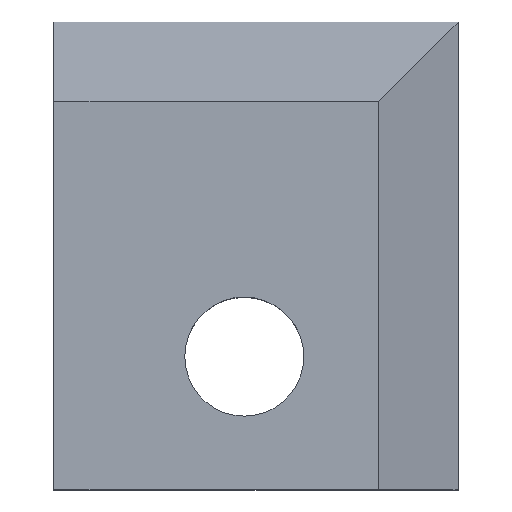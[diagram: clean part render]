
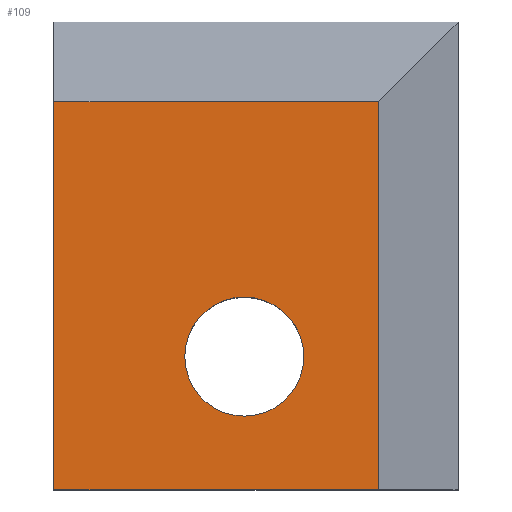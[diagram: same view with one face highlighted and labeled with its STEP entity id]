
A CAD part, top view. The second image highlights one B-rep face of the part: STEP entity #109.
In plain terms, the highlighted planar face has unit normal (0, 0, 1).
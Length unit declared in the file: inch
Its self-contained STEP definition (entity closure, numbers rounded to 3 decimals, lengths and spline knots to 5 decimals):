
#4 = PLANE ( 'NONE',  #159 ) ;
#5 = DIRECTION ( 'NONE',  ( 0., -1., 0. ) ) ;
#7 = CARTESIAN_POINT ( 'NONE',  ( 0., 0.22812, 0.125 ) ) ;
#8 = CARTESIAN_POINT ( 'NONE',  ( -0.04688, 0., 0.125 ) ) ;
#9 = CARTESIAN_POINT ( 'NONE',  ( -0.12562, 0.07817, 0.125 ) ) ;
#10 = DIRECTION ( 'NONE',  ( 0., 0., -1. ) ) ;
#11 = DIRECTION ( 'NONE',  ( -1., 0., 0. ) ) ;
#13 = DIRECTION ( 'NONE',  ( 1., 0., 0. ) ) ;
#56 = AXIS2_PLACEMENT_3D ( 'NONE', #129, #130, #131 ) ;
#76 = CARTESIAN_POINT ( 'NONE',  ( -0.2375, 0., 0.125 ) ) ;
#77 = DIRECTION ( 'NONE',  ( 0., 1., 0. ) ) ;
#105 = AXIS2_PLACEMENT_3D ( 'NONE', #9, #10, #11 ) ;
#109 = ADVANCED_FACE ( 'NONE', ( #332, #328 ), #4, .F. ) ;
#129 = CARTESIAN_POINT ( 'NONE',  ( -0.12562, 0.07817, 0.125 ) ) ;
#130 = DIRECTION ( 'NONE',  ( 0., 0., -1. ) ) ;
#131 = DIRECTION ( 'NONE',  ( -1., 0., 0. ) ) ;
#132 = CARTESIAN_POINT ( 'NONE',  ( 0., 0., 0.125 ) ) ;
#133 = DIRECTION ( 'NONE',  ( -1., 0., 0. ) ) ;
#149 = EDGE_CURVE ( 'NONE', #372, #296, #268, .T. ) ;
#153 = EDGE_CURVE ( 'NONE', #377, #378, #320, .T. ) ;
#154 = EDGE_CURVE ( 'NONE', #295, #294, #323, .T. ) ;
#155 = EDGE_CURVE ( 'NONE', #296, #295, #317, .T. ) ;
#159 = AXIS2_PLACEMENT_3D ( 'NONE', #210, #211, #209 ) ;
#169 = VECTOR ( 'NONE', #133, 39.37008 ) ;
#171 = LINE ( 'NONE', #132, #169 ) ;
#173 = CIRCLE ( 'NONE', #56, 0.035 ) ;
#200 = EDGE_CURVE ( 'NONE', #378, #377, #173, .T. ) ;
#202 = EDGE_CURVE ( 'NONE', #294, #372, #171, .T. ) ;
#209 = DIRECTION ( 'NONE',  ( 1., 0., 0. ) ) ;
#210 = CARTESIAN_POINT ( 'NONE',  ( 0., 0., 0.125 ) ) ;
#211 = DIRECTION ( 'NONE',  ( 0., 0., -1. ) ) ;
#232 = CARTESIAN_POINT ( 'NONE',  ( -0.04688, 0.22812, 0.125 ) ) ;
#234 = CARTESIAN_POINT ( 'NONE',  ( -0.04688, 0., 0.125 ) ) ;
#235 = CARTESIAN_POINT ( 'NONE',  ( -0.2375, 0.22812, 0.125 ) ) ;
#239 = CARTESIAN_POINT ( 'NONE',  ( -0.2375, 0., 0.125 ) ) ;
#241 = CARTESIAN_POINT ( 'NONE',  ( -0.09062, 0.07817, 0.125 ) ) ;
#243 = CARTESIAN_POINT ( 'NONE',  ( -0.16062, 0.07817, 0.125 ) ) ;
#268 = LINE ( 'NONE', #76, #273 ) ;
#273 = VECTOR ( 'NONE', #77, 39.37008 ) ;
#294 = VERTEX_POINT ( 'NONE', #234 ) ;
#295 = VERTEX_POINT ( 'NONE', #232 ) ;
#296 = VERTEX_POINT ( 'NONE', #235 ) ;
#300 = EDGE_LOOP ( 'NONE', ( #305, #355 ) ) ;
#305 = ORIENTED_EDGE ( 'NONE', *, *, #200, .T. ) ;
#313 = VECTOR ( 'NONE', #13, 39.37008 ) ;
#315 = VECTOR ( 'NONE', #5, 39.37008 ) ;
#317 = LINE ( 'NONE', #7, #313 ) ;
#320 = CIRCLE ( 'NONE', #105, 0.035 ) ;
#323 = LINE ( 'NONE', #8, #315 ) ;
#328 = FACE_OUTER_BOUND ( 'NONE', #370, .T. ) ;
#332 = FACE_BOUND ( 'NONE', #300, .T. ) ;
#351 = ORIENTED_EDGE ( 'NONE', *, *, #155, .F. ) ;
#352 = ORIENTED_EDGE ( 'NONE', *, *, #154, .F. ) ;
#353 = ORIENTED_EDGE ( 'NONE', *, *, #202, .F. ) ;
#354 = ORIENTED_EDGE ( 'NONE', *, *, #149, .F. ) ;
#355 = ORIENTED_EDGE ( 'NONE', *, *, #153, .T. ) ;
#370 = EDGE_LOOP ( 'NONE', ( #354, #353, #352, #351 ) ) ;
#372 = VERTEX_POINT ( 'NONE', #239 ) ;
#377 = VERTEX_POINT ( 'NONE', #241 ) ;
#378 = VERTEX_POINT ( 'NONE', #243 ) ;
